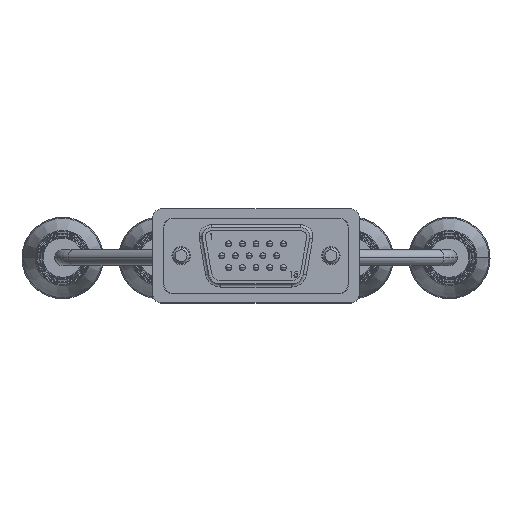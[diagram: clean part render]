
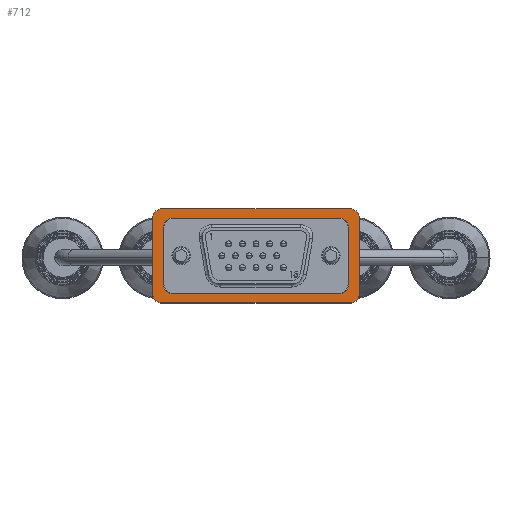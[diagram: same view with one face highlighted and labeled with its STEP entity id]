
A CAD part, top view. The second image highlights one B-rep face of the part: STEP entity #712.
In plain terms, the highlighted face is planar.
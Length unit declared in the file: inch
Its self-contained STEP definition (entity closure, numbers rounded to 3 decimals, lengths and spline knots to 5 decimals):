
#556 = EDGE_CURVE ( 'NONE', #2633, #3947, #25014, .T. ) ;
#646 = VERTEX_POINT ( 'NONE', #25180 ) ;
#654 = EDGE_CURVE ( 'NONE', #2625, #4132, #25229, .T. ) ;
#678 = EDGE_CURVE ( 'NONE', #646, #711, #25264, .T. ) ;
#680 = ORIENTED_EDGE ( 'NONE', *, *, #678, .F. ) ;
#681 = ORIENTED_EDGE ( 'NONE', *, *, #682, .F. ) ;
#682 = EDGE_CURVE ( 'NONE', #683, #646, #25260, .T. ) ;
#683 = VERTEX_POINT ( 'NONE', #25255 ) ;
#684 = ORIENTED_EDGE ( 'NONE', *, *, #690, .F. ) ;
#685 = EDGE_CURVE ( 'NONE', #687, #688, #25254, .T. ) ;
#686 = ORIENTED_EDGE ( 'NONE', *, *, #685, .F. ) ;
#687 = VERTEX_POINT ( 'NONE', #25250 ) ;
#688 = VERTEX_POINT ( 'NONE', #25249 ) ;
#690 = EDGE_CURVE ( 'NONE', #691, #683, #25241, .T. ) ;
#691 = VERTEX_POINT ( 'NONE', #25237 ) ;
#692 = ORIENTED_EDGE ( 'NONE', *, *, #693, .F. ) ;
#693 = EDGE_CURVE ( 'NONE', #695, #691, #25302, .T. ) ;
#695 = VERTEX_POINT ( 'NONE', #25297 ) ;
#697 = ORIENTED_EDGE ( 'NONE', *, *, #699, .F. ) ;
#698 = ORIENTED_EDGE ( 'NONE', *, *, #701, .F. ) ;
#699 = EDGE_CURVE ( 'NONE', #700, #695, #25296, .T. ) ;
#700 = VERTEX_POINT ( 'NONE', #25292 ) ;
#701 = EDGE_CURVE ( 'NONE', #711, #687, #25291, .T. ) ;
#703 = EDGE_LOOP ( 'NONE', ( #686, #698, #680, #681, #684, #692, #697, #718 ) ) ;
#711 = VERTEX_POINT ( 'NONE', #25271 ) ;
#712 = ADVANCED_FACE ( 'NONE', ( #25270, #25269 ), #25333, .F. ) ;
#713 = EDGE_LOOP ( 'NONE', ( #741, #717, #716, #730, #736, #731, #739, #762 ) ) ;
#716 = ORIENTED_EDGE ( 'NONE', *, *, #654, .F. ) ;
#717 = ORIENTED_EDGE ( 'NONE', *, *, #4106, .T. ) ;
#718 = ORIENTED_EDGE ( 'NONE', *, *, #727, .F. ) ;
#727 = EDGE_CURVE ( 'NONE', #688, #700, #25315, .T. ) ;
#730 = ORIENTED_EDGE ( 'NONE', *, *, #2624, .T. ) ;
#731 = ORIENTED_EDGE ( 'NONE', *, *, #2635, .T. ) ;
#736 = ORIENTED_EDGE ( 'NONE', *, *, #2615, .T. ) ;
#739 = ORIENTED_EDGE ( 'NONE', *, *, #556, .T. ) ;
#741 = ORIENTED_EDGE ( 'NONE', *, *, #4025, .F. ) ;
#762 = ORIENTED_EDGE ( 'NONE', *, *, #3968, .T. ) ;
#2595 = VERTEX_POINT ( 'NONE', #27372 ) ;
#2615 = EDGE_CURVE ( 'NONE', #2595, #2628, #27400, .T. ) ;
#2624 = EDGE_CURVE ( 'NONE', #2625, #2595, #27444, .T. ) ;
#2625 = VERTEX_POINT ( 'NONE', #27439 ) ;
#2628 = VERTEX_POINT ( 'NONE', #27432 ) ;
#2633 = VERTEX_POINT ( 'NONE', #27426 ) ;
#2635 = EDGE_CURVE ( 'NONE', #2628, #2633, #27425, .T. ) ;
#3947 = VERTEX_POINT ( 'NONE', #30881 ) ;
#3953 = VERTEX_POINT ( 'NONE', #30875 ) ;
#3968 = EDGE_CURVE ( 'NONE', #3947, #3953, #30929, .T. ) ;
#3975 = VERTEX_POINT ( 'NONE', #30924 ) ;
#4025 = EDGE_CURVE ( 'NONE', #3975, #3953, #30939, .T. ) ;
#4106 = EDGE_CURVE ( 'NONE', #3975, #4132, #31153, .T. ) ;
#4132 = VERTEX_POINT ( 'NONE', #31137 ) ;
#25011 = DIRECTION ( 'NONE',  ( -1., 0., 0. ) ) ;
#25012 = VECTOR ( 'NONE', #25011, 39.37008 ) ;
#25013 = CARTESIAN_POINT ( 'NONE',  ( -0.6785, -0.3085, -0.6975 ) ) ;
#25014 = LINE ( 'NONE', #25013, #25012 ) ;
#25180 = CARTESIAN_POINT ( 'NONE',  ( -0.5475, 0.248, -0.6975 ) ) ;
#25226 = DIRECTION ( 'NONE',  ( -1., 0., 0. ) ) ;
#25227 = VECTOR ( 'NONE', #25226, 39.37008 ) ;
#25228 = CARTESIAN_POINT ( 'NONE',  ( -0.6785, 0.3085, -0.6975 ) ) ;
#25229 = LINE ( 'NONE', #25228, #25227 ) ;
#25237 = CARTESIAN_POINT ( 'NONE',  ( -0.6075, -0.188, -0.6975 ) ) ;
#25238 = DIRECTION ( 'NONE',  ( 0., 1., 0. ) ) ;
#25239 = VECTOR ( 'NONE', #25238, 39.37008 ) ;
#25240 = CARTESIAN_POINT ( 'NONE',  ( -0.6075, 0.188, -0.6975 ) ) ;
#25241 = LINE ( 'NONE', #25240, #25239 ) ;
#25249 = CARTESIAN_POINT ( 'NONE',  ( 0.6075, -0.188, -0.6975 ) ) ;
#25250 = CARTESIAN_POINT ( 'NONE',  ( 0.6075, 0.188, -0.6975 ) ) ;
#25251 = DIRECTION ( 'NONE',  ( 0., -1., 0. ) ) ;
#25252 = VECTOR ( 'NONE', #25251, 39.37008 ) ;
#25253 = CARTESIAN_POINT ( 'NONE',  ( 0.6075, 0.188, -0.6975 ) ) ;
#25254 = LINE ( 'NONE', #25253, #25252 ) ;
#25255 = CARTESIAN_POINT ( 'NONE',  ( -0.6075, 0.188, -0.6975 ) ) ;
#25256 = DIRECTION ( 'NONE',  ( -1., 0., 0. ) ) ;
#25257 = DIRECTION ( 'NONE',  ( 0., 0., -1. ) ) ;
#25258 = CARTESIAN_POINT ( 'NONE',  ( -0.5475, 0.188, -0.6975 ) ) ;
#25259 = AXIS2_PLACEMENT_3D ( 'NONE', #25258, #25257, #25256 ) ;
#25260 = CIRCLE ( 'NONE', #25259, 0.06 ) ;
#25261 = DIRECTION ( 'NONE',  ( 1., 0., 0. ) ) ;
#25262 = VECTOR ( 'NONE', #25261, 39.37008 ) ;
#25263 = CARTESIAN_POINT ( 'NONE',  ( 0.5475, 0.248, -0.6975 ) ) ;
#25264 = LINE ( 'NONE', #25263, #25262 ) ;
#25269 = FACE_OUTER_BOUND ( 'NONE', #713, .T. ) ;
#25270 = FACE_BOUND ( 'NONE', #703, .T. ) ;
#25271 = CARTESIAN_POINT ( 'NONE',  ( 0.5475, 0.248, -0.6975 ) ) ;
#25287 = DIRECTION ( 'NONE',  ( 1., 0., 0. ) ) ;
#25288 = DIRECTION ( 'NONE',  ( 0., 0., -1. ) ) ;
#25289 = CARTESIAN_POINT ( 'NONE',  ( 0.5475, 0.188, -0.6975 ) ) ;
#25290 = AXIS2_PLACEMENT_3D ( 'NONE', #25289, #25288, #25287 ) ;
#25291 = CIRCLE ( 'NONE', #25290, 0.06 ) ;
#25292 = CARTESIAN_POINT ( 'NONE',  ( 0.5475, -0.248, -0.6975 ) ) ;
#25293 = DIRECTION ( 'NONE',  ( -1., 0., 0. ) ) ;
#25294 = VECTOR ( 'NONE', #25293, 39.37008 ) ;
#25295 = CARTESIAN_POINT ( 'NONE',  ( 0.5475, -0.248, -0.6975 ) ) ;
#25296 = LINE ( 'NONE', #25295, #25294 ) ;
#25297 = CARTESIAN_POINT ( 'NONE',  ( -0.5475, -0.248, -0.6975 ) ) ;
#25298 = DIRECTION ( 'NONE',  ( 1., 0., 0. ) ) ;
#25299 = DIRECTION ( 'NONE',  ( 0., 0., -1. ) ) ;
#25300 = CARTESIAN_POINT ( 'NONE',  ( -0.5475, -0.188, -0.6975 ) ) ;
#25301 = AXIS2_PLACEMENT_3D ( 'NONE', #25300, #25299, #25298 ) ;
#25302 = CIRCLE ( 'NONE', #25301, 0.06 ) ;
#25311 = DIRECTION ( 'NONE',  ( 1., 0., 0. ) ) ;
#25312 = DIRECTION ( 'NONE',  ( 0., 0., -1. ) ) ;
#25313 = CARTESIAN_POINT ( 'NONE',  ( 0.5475, -0.188, -0.6975 ) ) ;
#25314 = AXIS2_PLACEMENT_3D ( 'NONE', #25313, #25312, #25311 ) ;
#25315 = CIRCLE ( 'NONE', #25314, 0.06 ) ;
#25329 = DIRECTION ( 'NONE',  ( 1., 0., 0. ) ) ;
#25330 = DIRECTION ( 'NONE',  ( 0., 0., 1. ) ) ;
#25331 = CARTESIAN_POINT ( 'NONE',  ( -0.6785, 0.3085, -0.6975 ) ) ;
#25332 = AXIS2_PLACEMENT_3D ( 'NONE', #25331, #25330, #25329 ) ;
#25333 = PLANE ( 'NONE',  #25332 ) ;
#27372 = CARTESIAN_POINT ( 'NONE',  ( 0.6785, 0.2485, -0.6975 ) ) ;
#27397 = DIRECTION ( 'NONE',  ( 0., -1., 0. ) ) ;
#27398 = VECTOR ( 'NONE', #27397, 39.37008 ) ;
#27399 = CARTESIAN_POINT ( 'NONE',  ( 0.6785, 0.3085, -0.6975 ) ) ;
#27400 = LINE ( 'NONE', #27399, #27398 ) ;
#27425 = CIRCLE ( 'NONE', #27485, 0.06 ) ;
#27426 = CARTESIAN_POINT ( 'NONE',  ( 0.6185, -0.3085, -0.6975 ) ) ;
#27432 = CARTESIAN_POINT ( 'NONE',  ( 0.6785, -0.2485, -0.6975 ) ) ;
#27439 = CARTESIAN_POINT ( 'NONE',  ( 0.6185, 0.3085, -0.6975 ) ) ;
#27440 = DIRECTION ( 'NONE',  ( 1., 0., 0. ) ) ;
#27441 = DIRECTION ( 'NONE',  ( 0., 0., -1. ) ) ;
#27442 = CARTESIAN_POINT ( 'NONE',  ( 0.6185, 0.2485, -0.6975 ) ) ;
#27443 = AXIS2_PLACEMENT_3D ( 'NONE', #27442, #27441, #27440 ) ;
#27444 = CIRCLE ( 'NONE', #27443, 0.06 ) ;
#27482 = DIRECTION ( 'NONE',  ( 1., 0., 0. ) ) ;
#27483 = DIRECTION ( 'NONE',  ( 0., 0., -1. ) ) ;
#27484 = CARTESIAN_POINT ( 'NONE',  ( 0.6185, -0.2485, -0.6975 ) ) ;
#27485 = AXIS2_PLACEMENT_3D ( 'NONE', #27484, #27483, #27482 ) ;
#30875 = CARTESIAN_POINT ( 'NONE',  ( -0.6785, -0.2485, -0.6975 ) ) ;
#30881 = CARTESIAN_POINT ( 'NONE',  ( -0.6185, -0.3085, -0.6975 ) ) ;
#30924 = CARTESIAN_POINT ( 'NONE',  ( -0.6785, 0.2485, -0.6975 ) ) ;
#30925 = DIRECTION ( 'NONE',  ( 1., 0., 0. ) ) ;
#30926 = DIRECTION ( 'NONE',  ( 0., 0., -1. ) ) ;
#30927 = CARTESIAN_POINT ( 'NONE',  ( -0.6185, -0.2485, -0.6975 ) ) ;
#30928 = AXIS2_PLACEMENT_3D ( 'NONE', #30927, #30926, #30925 ) ;
#30929 = CIRCLE ( 'NONE', #30928, 0.06 ) ;
#30938 = CARTESIAN_POINT ( 'NONE',  ( -0.6785, 0.3085, -0.6975 ) ) ;
#30939 = LINE ( 'NONE', #30938, #30962 ) ;
#30961 = DIRECTION ( 'NONE',  ( 0., -1., 0. ) ) ;
#30962 = VECTOR ( 'NONE', #30961, 39.37008 ) ;
#31137 = CARTESIAN_POINT ( 'NONE',  ( -0.6185, 0.3085, -0.6975 ) ) ;
#31150 = DIRECTION ( 'NONE',  ( 1., 0., 0. ) ) ;
#31151 = DIRECTION ( 'NONE',  ( 0., 0., -1. ) ) ;
#31152 = AXIS2_PLACEMENT_3D ( 'NONE', #31157, #31151, #31150 ) ;
#31153 = CIRCLE ( 'NONE', #31152, 0.06 ) ;
#31157 = CARTESIAN_POINT ( 'NONE',  ( -0.6185, 0.2485, -0.6975 ) ) ;
